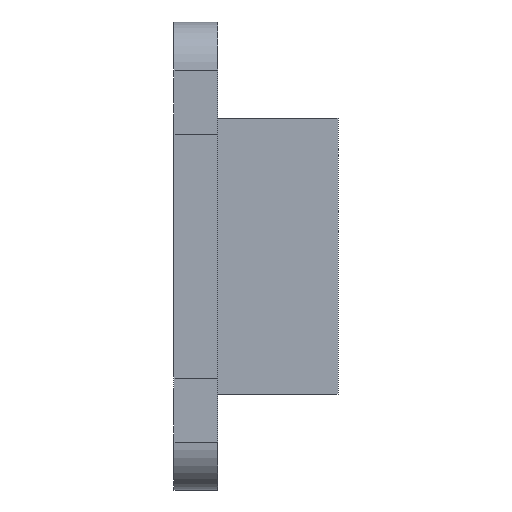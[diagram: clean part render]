
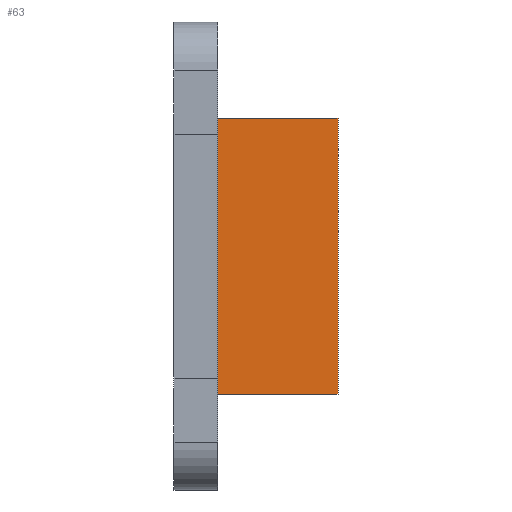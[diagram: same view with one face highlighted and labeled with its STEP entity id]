
A CAD part, left-side view. The second image highlights one B-rep face of the part: STEP entity #63.
In plain terms, the highlighted planar face has unit normal (-1, 0, 0).
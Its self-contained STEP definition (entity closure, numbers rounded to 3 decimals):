
#38 = CARTESIAN_POINT ( 'NONE',  ( -13.75, -1.997, 15.25 ) ) ;
#44 = CARTESIAN_POINT ( 'NONE',  ( -13.75, -9.5, -1. ) ) ;
#50 = DIRECTION ( 'NONE',  ( 0., 0., -1. ) ) ;
#63 = ADVANCED_FACE ( 'NONE', ( #576 ), #838, .F. ) ;
#80 = CARTESIAN_POINT ( 'NONE',  ( -13.75, -1.997, 15.25 ) ) ;
#81 = CARTESIAN_POINT ( 'NONE',  ( -13.75, -9.5, 16.25 ) ) ;
#125 = CARTESIAN_POINT ( 'NONE',  ( -13.75, -9.5, 15.25 ) ) ;
#163 = DIRECTION ( 'NONE',  ( 0., 1., 0. ) ) ;
#181 = DIRECTION ( 'NONE',  ( 0., 0., -1. ) ) ;
#187 = VERTEX_POINT ( 'NONE', #644 ) ;
#264 = EDGE_CURVE ( 'NONE', #778, #620, #1091, .T. ) ;
#295 = EDGE_LOOP ( 'NONE', ( #970, #1188, #1181, #1234 ) ) ;
#381 = CARTESIAN_POINT ( 'NONE',  ( -13.75, -1.997, -1. ) ) ;
#462 = LINE ( 'NONE', #1211, #579 ) ;
#475 = EDGE_CURVE ( 'NONE', #778, #187, #462, .T. ) ;
#505 = CARTESIAN_POINT ( 'NONE',  ( -13.75, -9.5, -1. ) ) ;
#574 = VECTOR ( 'NONE', #163, 1000. ) ;
#576 = FACE_OUTER_BOUND ( 'NONE', #295, .T. ) ;
#579 = VECTOR ( 'NONE', #655, 1000. ) ;
#593 = LINE ( 'NONE', #38, #1175 ) ;
#620 = VERTEX_POINT ( 'NONE', #505 ) ;
#644 = CARTESIAN_POINT ( 'NONE',  ( -13.75, -1.997, 16.25 ) ) ;
#655 = DIRECTION ( 'NONE',  ( 0., 1., 0. ) ) ;
#778 = VERTEX_POINT ( 'NONE', #81 ) ;
#838 = PLANE ( 'NONE',  #1120 ) ;
#876 = DIRECTION ( 'NONE',  ( 0., 0., -1. ) ) ;
#970 = ORIENTED_EDGE ( 'NONE', *, *, #1205, .T. ) ;
#1015 = LINE ( 'NONE', #44, #574 ) ;
#1091 = LINE ( 'NONE', #125, #1304 ) ;
#1120 = AXIS2_PLACEMENT_3D ( 'NONE', #80, #1262, #181 ) ;
#1121 = VERTEX_POINT ( 'NONE', #381 ) ;
#1175 = VECTOR ( 'NONE', #50, 1000. ) ;
#1181 = ORIENTED_EDGE ( 'NONE', *, *, #264, .F. ) ;
#1188 = ORIENTED_EDGE ( 'NONE', *, *, #1237, .F. ) ;
#1205 = EDGE_CURVE ( 'NONE', #187, #1121, #593, .T. ) ;
#1211 = CARTESIAN_POINT ( 'NONE',  ( -13.75, -9.5, 16.25 ) ) ;
#1234 = ORIENTED_EDGE ( 'NONE', *, *, #475, .T. ) ;
#1237 = EDGE_CURVE ( 'NONE', #620, #1121, #1015, .T. ) ;
#1262 = DIRECTION ( 'NONE',  ( 1., 0., 0. ) ) ;
#1304 = VECTOR ( 'NONE', #876, 1000. ) ;
